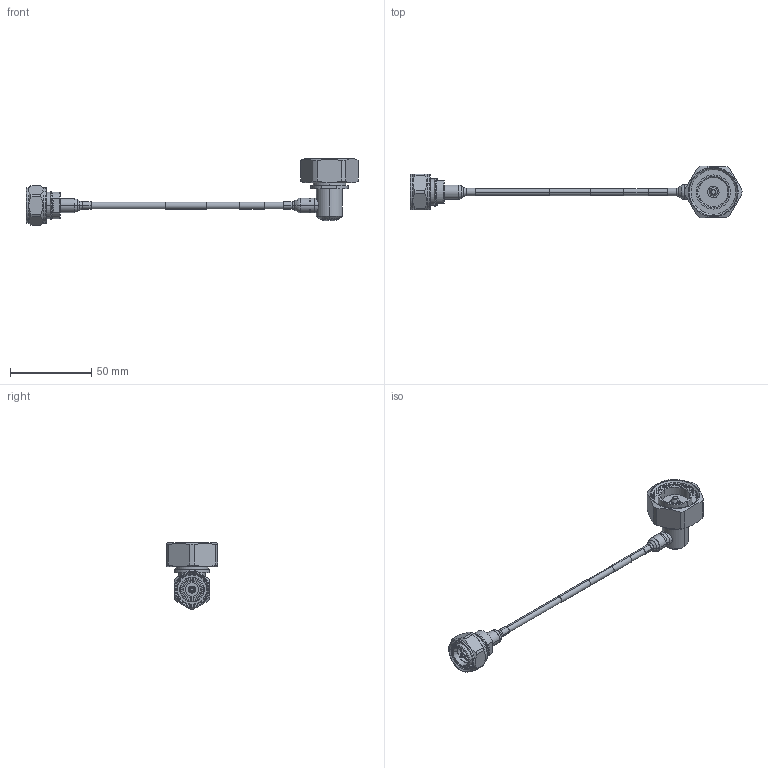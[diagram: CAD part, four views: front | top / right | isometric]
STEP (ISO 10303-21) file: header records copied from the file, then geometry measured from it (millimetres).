
FILE_DESCRIPTION (( 'STEP AP214' ), '1' );
FILE_NAME ('FMCA2487_3D.step', '2024-06-12T21:36:00', ( '' ), ( '' ), 'SwSTEP 2.0', 'SolidWorks 2022', '' );
FILE_SCHEMA (( 'AUTOMOTIVE_DESIGN' ));
Length unit declared in the file: inch
Products named in the file (6): HEAT SHRINK^FMCA2487_1.5; HEAT SHRINK^FMCA2487; TC-402-4310M-LP-PE_no parts; TC-402-716M-RA-LP-FM; TFT-5G-402^FMCA2487_LABEL PE+FM; FMCA2487_3D
Assembly tree (5 placements, depth 2):
  FMCA2487_3D
    TFT-5G-402^FMCA2487_LABEL PE+FM
    HEAT SHRINK^FMCA2487_1.5
    HEAT SHRINK^FMCA2487
    TC-402-716M-RA-LP-FM
    TC-402-4310M-LP-PE_no parts
Bounding box: 204.12 x 31.86 x 41.15 mm (x, y, z)
Volume: 22409 mm3; surface area: 15449.8 mm2
Topology: 8 solids, 8 shells, 338 faces, 708 edges, 418 vertices
Faces by surface type: cylinder 132, cone 90, plane 70, torus 46
Entity records: 10393 total; most frequent: CARTESIAN_POINT 2542, DIRECTION 1752, ORIENTED_EDGE 1416, AXIS2_PLACEMENT_3D 750, EDGE_CURVE 708, VERTEX_POINT 418, CIRCLE 404, EDGE_LOOP 378
